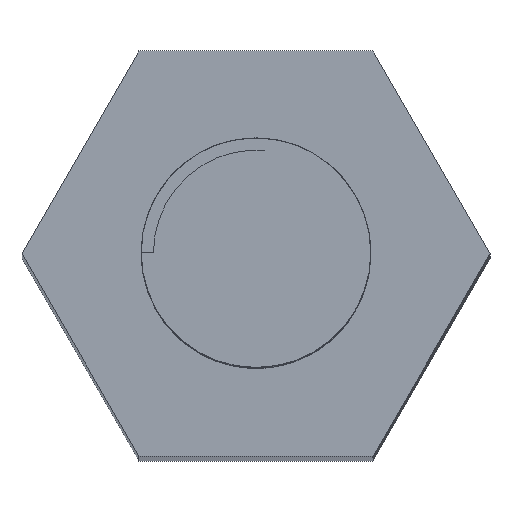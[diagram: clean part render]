
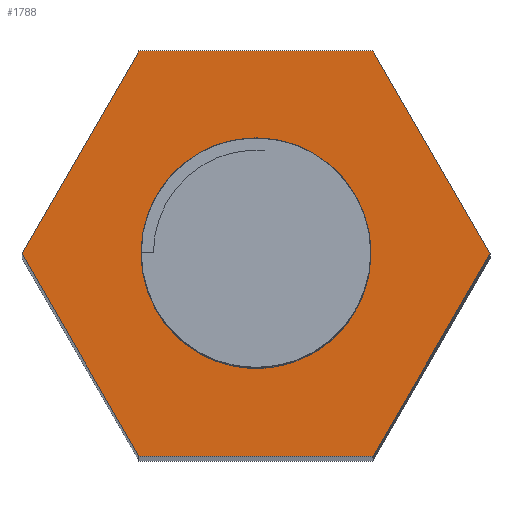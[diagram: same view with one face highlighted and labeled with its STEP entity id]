
A CAD part, top view. The second image highlights one B-rep face of the part: STEP entity #1788.
In plain terms, the highlighted planar face has unit normal (0, 0, 1).
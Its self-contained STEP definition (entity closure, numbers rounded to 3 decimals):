
#19=FACE_BOUND('',#218,.T.);
#27=PLANE('',#1908);
#118=FACE_OUTER_BOUND('',#217,.T.);
#217=EDGE_LOOP('',(#1407,#1408,#1409,#1410,#1411,#1412));
#218=EDGE_LOOP('',(#1413,#1414));
#241=CIRCLE('',#1901,1.275);
#242=CIRCLE('',#1909,1.275);
#483=LINE('',#4454,#592);
#487=LINE('',#4461,#596);
#490=LINE('',#4467,#599);
#493=LINE('',#4473,#602);
#496=LINE('',#4479,#605);
#498=LINE('',#4482,#607);
#592=VECTOR('',#2175,2.6);
#596=VECTOR('',#2181,2.6);
#599=VECTOR('',#2186,2.6);
#602=VECTOR('',#2191,2.6);
#605=VECTOR('',#2196,2.6);
#607=VECTOR('',#2200,2.6);
#780=VERTEX_POINT('',#4428);
#781=VERTEX_POINT('',#4438);
#784=VERTEX_POINT('',#4451);
#785=VERTEX_POINT('',#4453);
#787=VERTEX_POINT('',#4459);
#789=VERTEX_POINT('',#4465);
#791=VERTEX_POINT('',#4471);
#793=VERTEX_POINT('',#4477);
#1035=EDGE_CURVE('',#780,#781,#241,.T.);
#1039=EDGE_CURVE('',#785,#784,#483,.T.);
#1043=EDGE_CURVE('',#784,#787,#487,.T.);
#1046=EDGE_CURVE('',#787,#789,#490,.T.);
#1049=EDGE_CURVE('',#789,#791,#493,.T.);
#1052=EDGE_CURVE('',#791,#793,#496,.T.);
#1054=EDGE_CURVE('',#793,#785,#498,.T.);
#1055=EDGE_CURVE('',#780,#781,#242,.F.);
#1407=ORIENTED_EDGE('',*,*,#1039,.T.);
#1408=ORIENTED_EDGE('',*,*,#1043,.T.);
#1409=ORIENTED_EDGE('',*,*,#1046,.T.);
#1410=ORIENTED_EDGE('',*,*,#1049,.T.);
#1411=ORIENTED_EDGE('',*,*,#1052,.T.);
#1412=ORIENTED_EDGE('',*,*,#1054,.T.);
#1413=ORIENTED_EDGE('',*,*,#1035,.F.);
#1414=ORIENTED_EDGE('',*,*,#1055,.T.);
#1788=ADVANCED_FACE('',(#118,#19),#27,.T.);
#1901=AXIS2_PLACEMENT_3D('',#4439,#2169,#2170);
#1908=AXIS2_PLACEMENT_3D('',#4483,#2201,#2202);
#1909=AXIS2_PLACEMENT_3D('',#4484,#2203,#2204);
#2169=DIRECTION('center_axis',(0.,0.,1.));
#2170=DIRECTION('ref_axis',(1.,0.,0.));
#2175=DIRECTION('',(1.,0.,0.));
#2181=DIRECTION('',(0.5,0.866,0.));
#2186=DIRECTION('',(-0.5,0.866,0.));
#2191=DIRECTION('',(-1.,0.,0.));
#2196=DIRECTION('',(-0.5,-0.866,0.));
#2200=DIRECTION('',(0.5,-0.866,0.));
#2201=DIRECTION('center_axis',(0.,0.,1.));
#2202=DIRECTION('ref_axis',(1.,0.,0.));
#2203=DIRECTION('center_axis',(0.,0.,1.));
#2204=DIRECTION('ref_axis',(1.,0.,0.));
#4428=CARTESIAN_POINT('',(-0.91,0.893,30.));
#4438=CARTESIAN_POINT('',(-1.275,0.,30.));
#4439=CARTESIAN_POINT('Origin',(0.,0.,30.));
#4451=CARTESIAN_POINT('',(1.3,-2.252,30.));
#4453=CARTESIAN_POINT('',(-1.3,-2.252,30.));
#4454=CARTESIAN_POINT('',(-1.3,-2.252,30.));
#4459=CARTESIAN_POINT('',(2.6,0.,30.));
#4461=CARTESIAN_POINT('',(1.3,-2.252,30.));
#4465=CARTESIAN_POINT('',(1.3,2.252,30.));
#4467=CARTESIAN_POINT('',(2.6,0.,30.));
#4471=CARTESIAN_POINT('',(-1.3,2.252,30.));
#4473=CARTESIAN_POINT('',(1.3,2.252,30.));
#4477=CARTESIAN_POINT('',(-2.6,0.,30.));
#4479=CARTESIAN_POINT('',(-1.3,2.252,30.));
#4482=CARTESIAN_POINT('',(-2.6,0.,30.));
#4483=CARTESIAN_POINT('Origin',(0.,0.,30.));
#4484=CARTESIAN_POINT('Origin',(0.,0.,30.));
